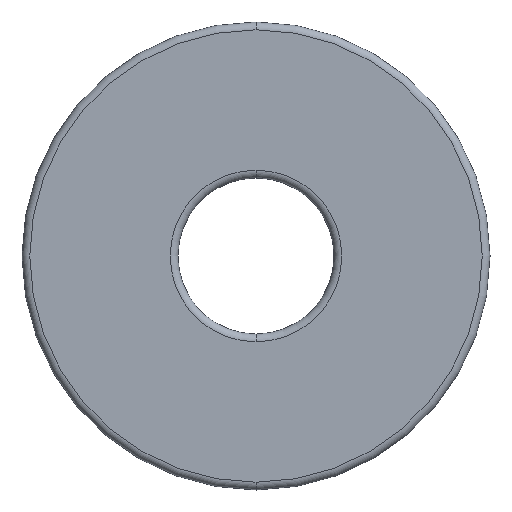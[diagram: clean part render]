
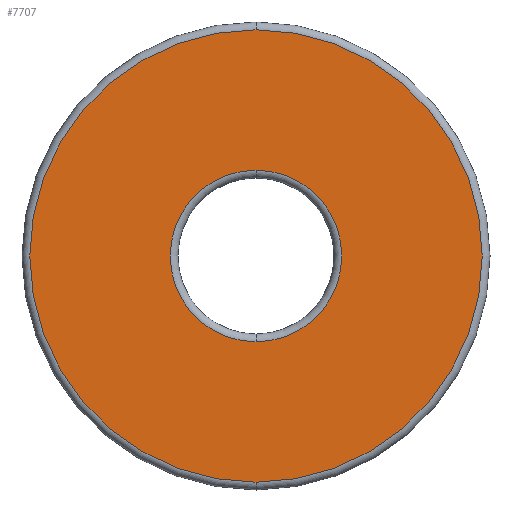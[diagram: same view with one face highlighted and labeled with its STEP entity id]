
A CAD part, front view. The second image highlights one B-rep face of the part: STEP entity #7707.
In plain terms, the highlighted planar face has unit normal (0, -1, 0).
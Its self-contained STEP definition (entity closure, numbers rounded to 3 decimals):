
#188 = CARTESIAN_POINT ( 'NONE',  ( 0., -17., 0. ) ) ;
#281 = DIRECTION ( 'NONE',  ( 0., 0., 1. ) ) ;
#456 = EDGE_LOOP ( 'NONE', ( #2986, #2722 ) ) ;
#476 = VERTEX_POINT ( 'NONE', #4742 ) ;
#660 = AXIS2_PLACEMENT_3D ( 'NONE', #12684, #13843, #740 ) ;
#740 = DIRECTION ( 'NONE',  ( 0., 0., 1. ) ) ;
#1313 = DIRECTION ( 'NONE',  ( 0., -1., 0. ) ) ;
#2003 = VERTEX_POINT ( 'NONE', #4505 ) ;
#2335 = DIRECTION ( 'NONE',  ( 0., 1., 0. ) ) ;
#2435 = CARTESIAN_POINT ( 'NONE',  ( 0., -17., 0. ) ) ;
#2722 = ORIENTED_EDGE ( 'NONE', *, *, #5070, .T. ) ;
#2986 = ORIENTED_EDGE ( 'NONE', *, *, #7576, .T. ) ;
#3657 = FACE_OUTER_BOUND ( 'NONE', #4537, .T. ) ;
#4332 = EDGE_CURVE ( 'NONE', #11662, #2003, #5115, .T. ) ;
#4385 = DIRECTION ( 'NONE',  ( 0., 1., 0. ) ) ;
#4505 = CARTESIAN_POINT ( 'NONE',  ( 0., -17., -14.5 ) ) ;
#4537 = EDGE_LOOP ( 'NONE', ( #8466, #5038 ) ) ;
#4742 = CARTESIAN_POINT ( 'NONE',  ( 0., -17., 5.5 ) ) ;
#4743 = DIRECTION ( 'NONE',  ( 0., 0., 1. ) ) ;
#5038 = ORIENTED_EDGE ( 'NONE', *, *, #6079, .T. ) ;
#5070 = EDGE_CURVE ( 'NONE', #6106, #476, #6625, .T. ) ;
#5115 = CIRCLE ( 'NONE', #660, 14.5 ) ;
#6079 = EDGE_CURVE ( 'NONE', #2003, #11662, #10889, .T. ) ;
#6106 = VERTEX_POINT ( 'NONE', #10079 ) ;
#6567 = DIRECTION ( 'NONE',  ( 0., 0., 1. ) ) ;
#6625 = CIRCLE ( 'NONE', #13869, 5.5 ) ;
#7394 = AXIS2_PLACEMENT_3D ( 'NONE', #10893, #4385, #6567 ) ;
#7533 = PLANE ( 'NONE',  #9894 ) ;
#7576 = EDGE_CURVE ( 'NONE', #476, #6106, #8470, .T. ) ;
#7707 = ADVANCED_FACE ( 'NONE', ( #7771, #3657 ), #7533, .F. ) ;
#7771 = FACE_BOUND ( 'NONE', #456, .T. ) ;
#8003 = CARTESIAN_POINT ( 'NONE',  ( 0., -17., 0. ) ) ;
#8466 = ORIENTED_EDGE ( 'NONE', *, *, #4332, .T. ) ;
#8470 = CIRCLE ( 'NONE', #7394, 5.5 ) ;
#9894 = AXIS2_PLACEMENT_3D ( 'NONE', #2435, #2335, #11081 ) ;
#10079 = CARTESIAN_POINT ( 'NONE',  ( 0., -17., -5.5 ) ) ;
#10526 = CARTESIAN_POINT ( 'NONE',  ( 0., -17., 14.5 ) ) ;
#10889 = CIRCLE ( 'NONE', #12312, 14.5 ) ;
#10893 = CARTESIAN_POINT ( 'NONE',  ( 0., -17., 0. ) ) ;
#11081 = DIRECTION ( 'NONE',  ( 0., 0., 1. ) ) ;
#11662 = VERTEX_POINT ( 'NONE', #10526 ) ;
#12312 = AXIS2_PLACEMENT_3D ( 'NONE', #8003, #1313, #4743 ) ;
#12684 = CARTESIAN_POINT ( 'NONE',  ( 0., -17., 0. ) ) ;
#13395 = DIRECTION ( 'NONE',  ( 0., 1., 0. ) ) ;
#13843 = DIRECTION ( 'NONE',  ( 0., -1., 0. ) ) ;
#13869 = AXIS2_PLACEMENT_3D ( 'NONE', #188, #13395, #281 ) ;
